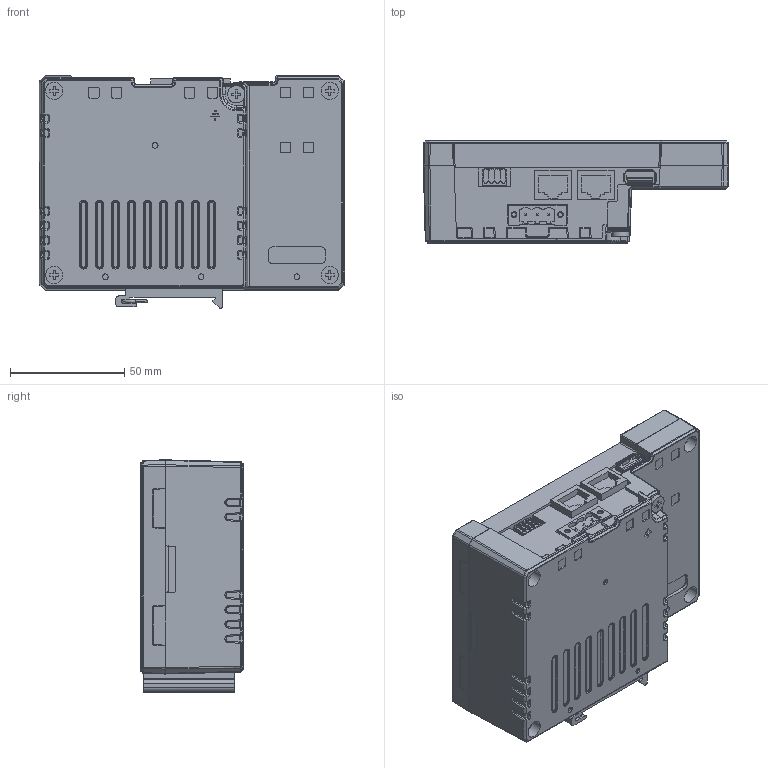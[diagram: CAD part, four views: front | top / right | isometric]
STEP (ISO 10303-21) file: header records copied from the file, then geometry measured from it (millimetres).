
FILE_DESCRIPTION (( 'STEP AP203' ), '1' );
FILE_NAME ('EXW703.STEP', '2018-09-27T14:52:03', ( '' ), ( '' ), 'SwSTEP 2.0', 'SolidWorks 2018', '' );
FILE_SCHEMA (( 'CONFIG_CONTROL_DESIGN' ));
Products named in the file (1): EXW703
Bounding box: 133.94 x 45.01 x 101.9 mm (x, y, z)
Volume: 454877.3 mm3; surface area: 48749.1 mm2
Topology: 1 solids, 1 shells, 1648 faces, 4199 edges, 2565 vertices
Faces by surface type: bspline 1632, plane 8, cylinder 8
Entity records: 76210 total; most frequent: CARTESIAN_POINT 51286, ORIENTED_EDGE 8334, EDGE_CURVE 4167, B_SPLINE_CURVE_WITH_KNOTS 3525, VERTEX_POINT 2565, EDGE_LOOP 1712, ADVANCED_FACE 1648, FACE_OUTER_BOUND 1648
